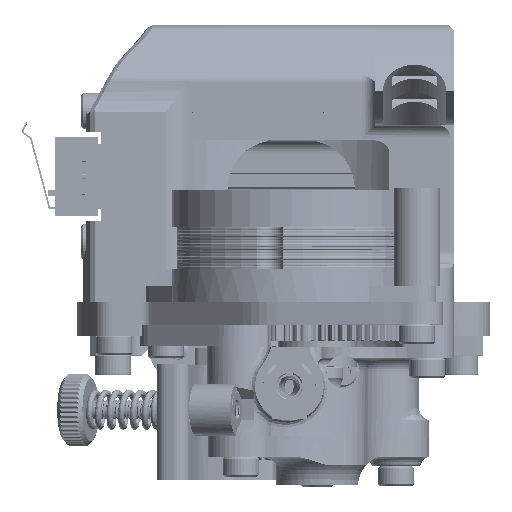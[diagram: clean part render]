
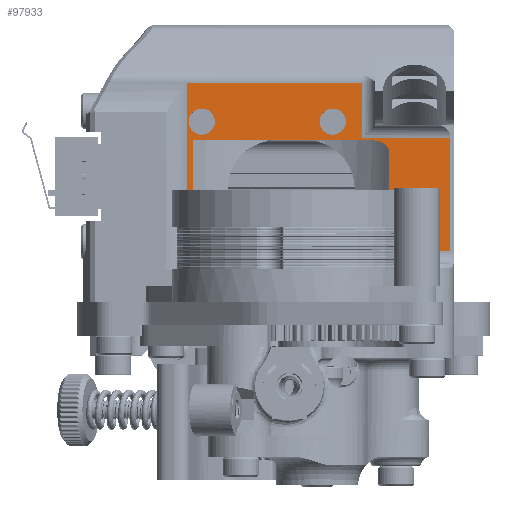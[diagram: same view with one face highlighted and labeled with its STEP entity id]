
A CAD part, top view. The second image highlights one B-rep face of the part: STEP entity #97933.
In plain terms, the highlighted planar face has unit normal (0, 0, 1).
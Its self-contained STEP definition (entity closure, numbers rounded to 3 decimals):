
#8076=LINE('',#257484,#14681);
#8078=LINE('',#257663,#14683);
#8079=LINE('',#257667,#14684);
#8083=LINE('',#257705,#14688);
#8089=LINE('',#257839,#14694);
#8214=LINE('',#258173,#14819);
#8215=LINE('',#258176,#14820);
#8221=LINE('',#258271,#14826);
#8223=LINE('',#258323,#14828);
#8224=LINE('',#258325,#14829);
#8225=LINE('',#258326,#14830);
#8226=LINE('',#258327,#14831);
#8227=LINE('',#258328,#14832);
#14681=VECTOR('',#123789,10.);
#14683=VECTOR('',#123795,10.);
#14684=VECTOR('',#123800,10.);
#14688=VECTOR('',#123816,10.);
#14694=VECTOR('',#123838,10.);
#14819=VECTOR('',#124117,10.);
#14820=VECTOR('',#124120,10.);
#14826=VECTOR('',#124134,10.);
#14828=VECTOR('',#124138,10.);
#14829=VECTOR('',#124139,10.);
#14830=VECTOR('',#124140,10.);
#14831=VECTOR('',#124141,10.);
#14832=VECTOR('',#124142,10.);
#18902=FACE_BOUND('',#27751,.T.);
#18903=FACE_BOUND('',#27752,.T.);
#22051=FACE_OUTER_BOUND('',#27750,.T.);
#27750=EDGE_LOOP('',(#79820,#79821,#79822,#79823,#79824,#79825,#79826,#79827,
#79828,#79829,#79830,#79831,#79832,#79833));
#27751=EDGE_LOOP('',(#79834));
#27752=EDGE_LOOP('',(#79835));
#32709=CIRCLE('',#106390,2.);
#32710=CIRCLE('',#106392,2.);
#37465=B_SPLINE_CURVE_WITH_KNOTS('',3,(#257642,#257643,#257644,#257645,
#257646,#257647,#257648,#257649,#257650,#257651,#257652,#257653,#257654,
#257655,#257656,#257657),.UNSPECIFIED.,.F.,.F.,(4,3,2,2,3,2,4),(1.089,
1.133,1.245,1.326,1.334,1.397,
1.429),.UNSPECIFIED.);
#43689=VERTEX_POINT('',#257482);
#43690=VERTEX_POINT('',#257483);
#43692=VERTEX_POINT('',#257628);
#43693=VERTEX_POINT('',#257641);
#43694=VERTEX_POINT('',#257660);
#43695=VERTEX_POINT('',#257662);
#43696=VERTEX_POINT('',#257666);
#43697=VERTEX_POINT('',#257691);
#43698=VERTEX_POINT('',#257695);
#43701=VERTEX_POINT('',#257702);
#43702=VERTEX_POINT('',#257704);
#43714=VERTEX_POINT('',#257838);
#43816=VERTEX_POINT('',#258171);
#43817=VERTEX_POINT('',#258175);
#43825=VERTEX_POINT('',#258265);
#43828=VERTEX_POINT('',#258324);
#56280=EDGE_CURVE('',#43689,#43690,#8076,.T.);
#56284=EDGE_CURVE('',#43692,#43693,#37465,.F.);
#56287=EDGE_CURVE('',#43694,#43695,#8078,.T.);
#56289=EDGE_CURVE('',#43695,#43696,#8079,.T.);
#56291=EDGE_CURVE('',#43697,#43697,#32709,.T.);
#56293=EDGE_CURVE('',#43698,#43698,#32710,.T.);
#56297=EDGE_CURVE('',#43701,#43702,#8083,.T.);
#56316=EDGE_CURVE('',#43694,#43714,#8089,.T.);
#56470=EDGE_CURVE('',#43816,#43692,#8214,.T.);
#56471=EDGE_CURVE('',#43690,#43817,#8215,.T.);
#56486=EDGE_CURVE('',#43825,#43689,#8221,.T.);
#56490=EDGE_CURVE('',#43816,#43817,#8223,.F.);
#56491=EDGE_CURVE('',#43828,#43825,#8224,.T.);
#56492=EDGE_CURVE('',#43702,#43828,#8225,.T.);
#56493=EDGE_CURVE('',#43696,#43701,#8226,.T.);
#56494=EDGE_CURVE('',#43693,#43714,#8227,.T.);
#79820=ORIENTED_EDGE('',*,*,#56284,.F.);
#79821=ORIENTED_EDGE('',*,*,#56470,.F.);
#79822=ORIENTED_EDGE('',*,*,#56490,.T.);
#79823=ORIENTED_EDGE('',*,*,#56471,.F.);
#79824=ORIENTED_EDGE('',*,*,#56280,.F.);
#79825=ORIENTED_EDGE('',*,*,#56486,.F.);
#79826=ORIENTED_EDGE('',*,*,#56491,.F.);
#79827=ORIENTED_EDGE('',*,*,#56492,.F.);
#79828=ORIENTED_EDGE('',*,*,#56297,.F.);
#79829=ORIENTED_EDGE('',*,*,#56493,.F.);
#79830=ORIENTED_EDGE('',*,*,#56289,.F.);
#79831=ORIENTED_EDGE('',*,*,#56287,.F.);
#79832=ORIENTED_EDGE('',*,*,#56316,.T.);
#79833=ORIENTED_EDGE('',*,*,#56494,.F.);
#79834=ORIENTED_EDGE('',*,*,#56293,.T.);
#79835=ORIENTED_EDGE('',*,*,#56291,.T.);
#93769=PLANE('',#106485);
#97933=ADVANCED_FACE('',(#22051,#18902,#18903),#93769,.F.);
#106390=AXIS2_PLACEMENT_3D('',#257692,#123803,#123804);
#106392=AXIS2_PLACEMENT_3D('',#257696,#123808,#123809);
#106485=AXIS2_PLACEMENT_3D('',#258322,#124136,#124137);
#123789=DIRECTION('',(-0.707,-0.707,0.));
#123795=DIRECTION('',(-1.,0.,0.));
#123800=DIRECTION('',(0.,1.,0.));
#123803=DIRECTION('center_axis',(0.,0.,
-1.));
#123804=DIRECTION('ref_axis',(-1.,0.,0.));
#123808=DIRECTION('center_axis',(0.,0.,
-1.));
#123809=DIRECTION('ref_axis',(-1.,0.,0.));
#123816=DIRECTION('',(0.,-1.,0.));
#123838=DIRECTION('',(0.,1.,0.));
#124117=DIRECTION('',(0.,1.,0.));
#124120=DIRECTION('',(0.,-1.,0.));
#124134=DIRECTION('',(-1.,0.,0.));
#124136=DIRECTION('center_axis',(0.,0.,
-1.));
#124137=DIRECTION('ref_axis',(0.,-1.,0.));
#124138=DIRECTION('',(-1.,0.,0.));
#124139=DIRECTION('',(0.,-1.,0.));
#124140=DIRECTION('',(1.,0.,0.));
#124141=DIRECTION('',(1.,0.,0.));
#124142=DIRECTION('',(-1.,0.,0.));
#257482=CARTESIAN_POINT('',(140.04,37.554,35.775));
#257483=CARTESIAN_POINT('',(139.334,36.848,35.775));
#257484=CARTESIAN_POINT('',(139.687,37.201,35.775));
#257628=CARTESIAN_POINT('',(139.195,52.554,35.775));
#257641=CARTESIAN_POINT('',(136.535,54.554,35.775));
#257642=CARTESIAN_POINT('Ctrl Pts',(136.535,54.554,35.775));
#257643=CARTESIAN_POINT('Ctrl Pts',(136.682,54.554,35.775));
#257644=CARTESIAN_POINT('Ctrl Pts',(136.841,54.545,35.775));
#257645=CARTESIAN_POINT('Ctrl Pts',(137.,54.525,35.775));
#257646=CARTESIAN_POINT('Ctrl Pts',(137.402,54.475,35.775));
#257647=CARTESIAN_POINT('Ctrl Pts',(137.801,54.356,35.775));
#257648=CARTESIAN_POINT('Ctrl Pts',(138.41,54.01,35.775));
#257649=CARTESIAN_POINT('Ctrl Pts',(138.643,53.821,35.775));
#257650=CARTESIAN_POINT('Ctrl Pts',(138.842,53.566,35.775));
#257651=CARTESIAN_POINT('Ctrl Pts',(138.858,53.544,35.775));
#257652=CARTESIAN_POINT('Ctrl Pts',(138.874,53.521,35.775));
#257653=CARTESIAN_POINT('Ctrl Pts',(139.007,53.335,35.775));
#257654=CARTESIAN_POINT('Ctrl Pts',(139.104,53.128,35.775));
#257655=CARTESIAN_POINT('Ctrl Pts',(139.182,52.789,35.775));
#257656=CARTESIAN_POINT('Ctrl Pts',(139.195,52.671,35.775));
#257657=CARTESIAN_POINT('Ctrl Pts',(139.195,52.554,35.775));
#257660=CARTESIAN_POINT('',(109.167,34.654,35.775));
#257662=CARTESIAN_POINT('',(108.245,34.654,35.775));
#257663=CARTESIAN_POINT('',(104.659,34.654,35.775));
#257666=CARTESIAN_POINT('',(108.245,63.332,35.775));
#257667=CARTESIAN_POINT('',(108.245,57.669,35.775));
#257691=CARTESIAN_POINT('',(132.539,57.365,35.775));
#257692=CARTESIAN_POINT('Origin',(130.539,57.365,35.775));
#257695=CARTESIAN_POINT('',(112.539,57.365,35.775));
#257696=CARTESIAN_POINT('Origin',(110.539,57.365,35.775));
#257702=CARTESIAN_POINT('',(135.039,63.332,35.775));
#257704=CARTESIAN_POINT('',(135.039,54.865,35.775));
#257705=CARTESIAN_POINT('',(135.039,62.748,35.775));
#257838=CARTESIAN_POINT('',(109.167,54.554,35.775));
#257839=CARTESIAN_POINT('',(109.167,46.9,35.775));
#258171=CARTESIAN_POINT('',(139.195,29.854,35.775));
#258173=CARTESIAN_POINT('',(139.195,29.954,35.775));
#258175=CARTESIAN_POINT('',(139.334,29.854,35.775));
#258176=CARTESIAN_POINT('',(139.334,31.454,35.775));
#258265=CARTESIAN_POINT('',(148.491,37.554,35.775));
#258271=CARTESIAN_POINT('',(134.243,37.554,35.775));
#258322=CARTESIAN_POINT('Origin',(123.495,68.63,35.775));
#258323=CARTESIAN_POINT('',(124.369,29.854,35.775));
#258324=CARTESIAN_POINT('',(148.491,54.865,35.775));
#258325=CARTESIAN_POINT('',(148.491,59.142,35.775));
#258326=CARTESIAN_POINT('',(136.407,54.865,35.775));
#258327=CARTESIAN_POINT('',(112.995,63.332,35.775));
#258328=CARTESIAN_POINT('',(123.743,54.554,35.775));
